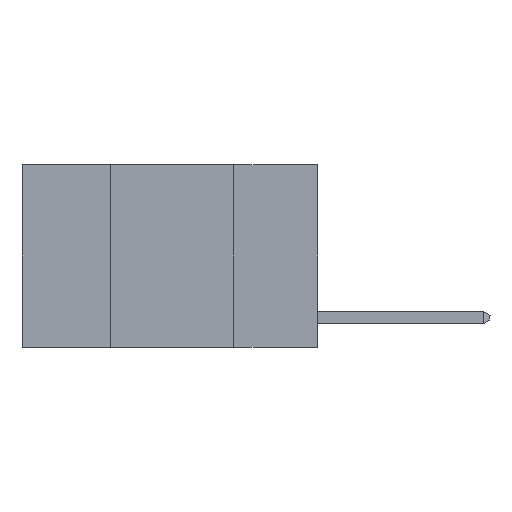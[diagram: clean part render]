
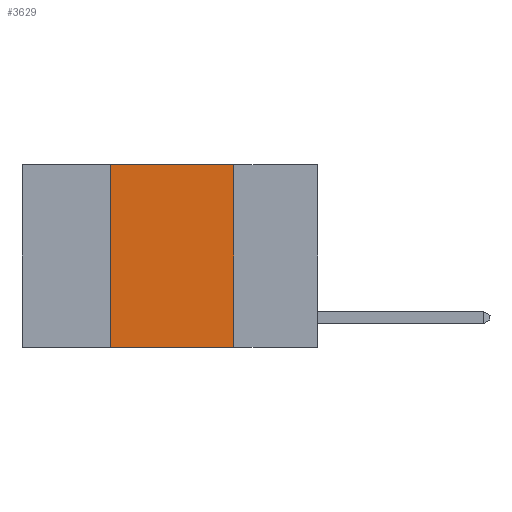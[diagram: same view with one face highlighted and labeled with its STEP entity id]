
A CAD part, left-side view. The second image highlights one B-rep face of the part: STEP entity #3629.
In plain terms, the highlighted planar face has unit normal (-1, 0, 0).
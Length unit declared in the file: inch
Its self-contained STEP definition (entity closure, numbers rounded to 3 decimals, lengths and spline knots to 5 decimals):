
#522 = VECTOR ( 'NONE', #869, 39.37008 ) ;
#869 = DIRECTION ( 'NONE',  ( 0., -1., 0. ) ) ;
#1244 = AXIS2_PLACEMENT_3D ( 'NONE', #7784, #13898, #20324 ) ;
#1456 = DIRECTION ( 'NONE',  ( 0., 0., 1. ) ) ;
#2077 = VERTEX_POINT ( 'NONE', #2188 ) ;
#2188 = CARTESIAN_POINT ( 'NONE',  ( 0., 0.17, 0. ) ) ;
#2605 = VECTOR ( 'NONE', #1456, 39.37008 ) ;
#3538 = EDGE_CURVE ( 'NONE', #10915, #2077, #9911, .T. ) ;
#3629 = ADVANCED_FACE ( 'NONE', ( #7453 ), #14034, .F. ) ;
#3972 = CARTESIAN_POINT ( 'NONE',  ( 0., 0.17, -0.37 ) ) ;
#5750 = CARTESIAN_POINT ( 'NONE',  ( 0., 0.42, 0. ) ) ;
#6814 = LINE ( 'NONE', #5750, #2605 ) ;
#6986 = EDGE_CURVE ( 'NONE', #12775, #20059, #13121, .T. ) ;
#7453 = FACE_OUTER_BOUND ( 'NONE', #12272, .T. ) ;
#7719 = CARTESIAN_POINT ( 'NONE',  ( 0., 0.17, 0. ) ) ;
#7784 = CARTESIAN_POINT ( 'NONE',  ( 0., 0.6, 0. ) ) ;
#9285 = DIRECTION ( 'NONE',  ( 0., 0., -1. ) ) ;
#9337 = ORIENTED_EDGE ( 'NONE', *, *, #18755, .F. ) ;
#9739 = CARTESIAN_POINT ( 'NONE',  ( 0., 0.42, -0.37 ) ) ;
#9911 = LINE ( 'NONE', #11697, #522 ) ;
#10915 = VERTEX_POINT ( 'NONE', #18909 ) ;
#11697 = CARTESIAN_POINT ( 'NONE',  ( 0., 0.6, 0. ) ) ;
#11883 = DIRECTION ( 'NONE',  ( 0., -1., 0. ) ) ;
#12222 = ORIENTED_EDGE ( 'NONE', *, *, #15864, .F. ) ;
#12272 = EDGE_LOOP ( 'NONE', ( #12222, #19290, #9337, #18898 ) ) ;
#12775 = VERTEX_POINT ( 'NONE', #9739 ) ;
#13121 = LINE ( 'NONE', #18112, #19021 ) ;
#13898 = DIRECTION ( 'NONE',  ( 1., 0., 0. ) ) ;
#14034 = PLANE ( 'NONE',  #1244 ) ;
#15864 = EDGE_CURVE ( 'NONE', #2077, #20059, #16494, .T. ) ;
#16494 = LINE ( 'NONE', #7719, #16713 ) ;
#16713 = VECTOR ( 'NONE', #9285, 39.37008 ) ;
#18112 = CARTESIAN_POINT ( 'NONE',  ( 0., 0.6, -0.37 ) ) ;
#18755 = EDGE_CURVE ( 'NONE', #12775, #10915, #6814, .T. ) ;
#18898 = ORIENTED_EDGE ( 'NONE', *, *, #6986, .T. ) ;
#18909 = CARTESIAN_POINT ( 'NONE',  ( 0., 0.42, 0. ) ) ;
#19021 = VECTOR ( 'NONE', #11883, 39.37008 ) ;
#19290 = ORIENTED_EDGE ( 'NONE', *, *, #3538, .F. ) ;
#20059 = VERTEX_POINT ( 'NONE', #3972 ) ;
#20324 = DIRECTION ( 'NONE',  ( 0., 0., -1. ) ) ;
